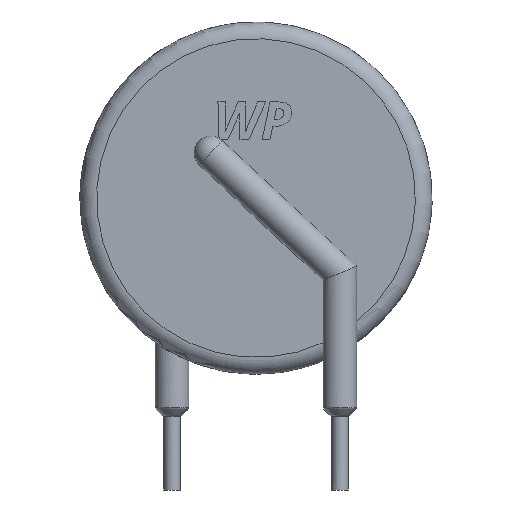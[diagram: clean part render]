
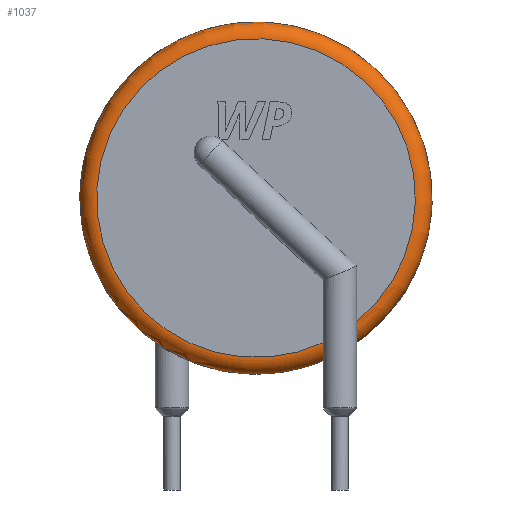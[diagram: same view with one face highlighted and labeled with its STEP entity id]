
A CAD part, front view. The second image highlights one B-rep face of the part: STEP entity #1037.
In plain terms, the highlighted toroidal (fillet/blend) face has major radius 9.5 mm and minor radius 1 mm.
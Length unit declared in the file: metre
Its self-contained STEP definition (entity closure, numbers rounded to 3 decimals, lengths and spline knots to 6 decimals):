
#21=TOROIDAL_SURFACE('',#1124,0.0095,0.001);
#51=CIRCLE('',#1096,0.0095);
#54=CIRCLE('',#1100,0.0105);
#349=ORIENTED_EDGE('',*,*,#620,.F.);
#350=ORIENTED_EDGE('',*,*,#602,.F.);
#351=ORIENTED_EDGE('',*,*,#619,.F.);
#352=ORIENTED_EDGE('',*,*,#574,.F.);
#574=EDGE_CURVE('',#725,#726,#51,.T.);
#602=EDGE_CURVE('',#753,#753,#54,.F.);
#619=EDGE_CURVE('',#726,#753,#831,.T.);
#620=EDGE_CURVE('',#753,#725,#832,.T.);
#725=VERTEX_POINT('',#1408);
#726=VERTEX_POINT('',#1410);
#753=VERTEX_POINT('',#1482);
#831=B_SPLINE_CURVE_WITH_KNOTS('',3,(#1571,#1572,#1573,#1574,#1575,#1576,
#1577),.UNSPECIFIED.,.F.,.F.,(4,1,1,1,4),(0.,0.000549,0.001097,
0.001646,0.002194),.UNSPECIFIED.);
#832=B_SPLINE_CURVE_WITH_KNOTS('',3,(#1578,#1579,#1580,#1581,#1582,#1583,
#1584),.UNSPECIFIED.,.F.,.F.,(4,1,1,1,4),(0.,0.00064,0.001281,
0.001921,0.002562),.UNSPECIFIED.);
#875=EDGE_LOOP('',(#349,#350,#351,#352));
#944=FACE_BOUND('',#875,.T.);
#1037=ADVANCED_FACE('',(#944),#21,.T.);
#1096=AXIS2_PLACEMENT_3D('',#1409,#1168,#1169);
#1100=AXIS2_PLACEMENT_3D('',#1481,#1193,#1194);
#1124=AXIS2_PLACEMENT_3D('',#1772,#1245,#1246);
#1168=DIRECTION('',(0.,-1.,0.));
#1169=DIRECTION('',(0.,0.,-1.));
#1193=DIRECTION('',(0.,-1.,0.));
#1194=DIRECTION('',(0.,0.,-1.));
#1245=DIRECTION('',(0.,-1.,0.));
#1246=DIRECTION('',(0.,0.,-1.));
#1408=CARTESIAN_POINT('',(0.011,-0.0021,0.006635));
#1409=CARTESIAN_POINT('',(0.005,-0.0021,0.014));
#1410=CARTESIAN_POINT('',(0.009,-0.0021,0.005383));
#1481=CARTESIAN_POINT('',(0.005,-0.0011,0.014));
#1482=CARTESIAN_POINT('',(0.01,-0.0011,0.004767));
#1571=CARTESIAN_POINT('',(0.009,-0.0021,0.005383));
#1572=CARTESIAN_POINT('',(0.009,-0.0021,0.005198));
#1573=CARTESIAN_POINT('',(0.008991,-0.002027,0.004832));
#1574=CARTESIAN_POINT('',(0.009079,-0.001594,0.004404));
#1575=CARTESIAN_POINT('',(0.009512,-0.001168,0.004505));
#1576=CARTESIAN_POINT('',(0.009837,-0.0011,0.004679));
#1577=CARTESIAN_POINT('',(0.01,-0.0011,0.004767));
#1578=CARTESIAN_POINT('',(0.01,-0.0011,0.004767));
#1579=CARTESIAN_POINT('',(0.010191,-0.0011,0.004871));
#1580=CARTESIAN_POINT('',(0.010563,-0.001211,0.005078));
#1581=CARTESIAN_POINT('',(0.010925,-0.001627,0.005451));
#1582=CARTESIAN_POINT('',(0.011007,-0.002014,0.005987));
#1583=CARTESIAN_POINT('',(0.011,-0.0021,0.006417));
#1584=CARTESIAN_POINT('',(0.011,-0.0021,0.006635));
#1772=CARTESIAN_POINT('',(0.005,-0.0011,0.014));
